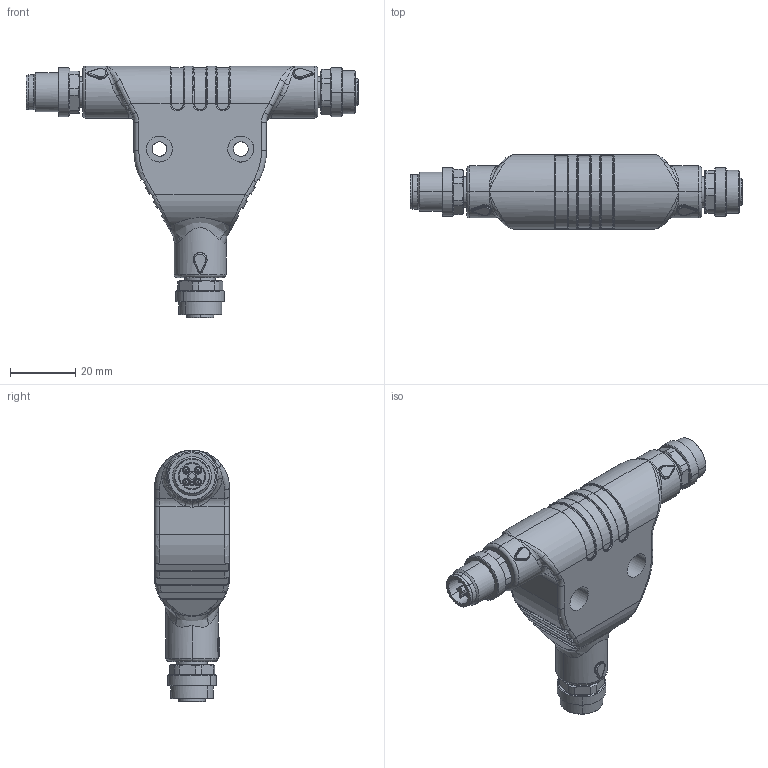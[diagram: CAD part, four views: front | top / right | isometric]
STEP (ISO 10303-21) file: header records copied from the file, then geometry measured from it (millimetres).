
FILE_DESCRIPTION(('CATIA V5 STEP Exchange','CAx-IF Rec.Pracs.--- Model Styling and Organization---1.4--- 2014-01-23'),'2;1');
FILE_NAME ('192848-3_0_2616440000_2616440000.stp','2020-11-11T13:57:04+00:00',('none'),('Weidmueller'),'CATIA Version 5-6 Release 2016 SP3 HF44','CATIA V5 STEP AP214','none');
FILE_SCHEMA(('AUTOMOTIVE_DESIGN { 1 0 10303 214 1 1 1 1 }'));
Length unit declared in the file: millimetre
Products named in the file (1): 2616440000
Bounding box: 102.1 x 23 x 77.4 mm (x, y, z)
Volume: 51550 mm3; surface area: 15778 mm2
Topology: 7 solids, 7 shells, 553 faces, 1403 edges, 879 vertices
Faces by surface type: cylinder 192, plane 144, torus 86, bspline 60, cone 55, sphere 16
Entity records: 18431 total; most frequent: CARTESIAN_POINT 6646, ORIENTED_EDGE 2758, DIRECTION 1868, EDGE_CURVE 1367, AXIS2_PLACEMENT_3D 993, VERTEX_POINT 867, EDGE_LOOP 604, ADVANCED_FACE 553
